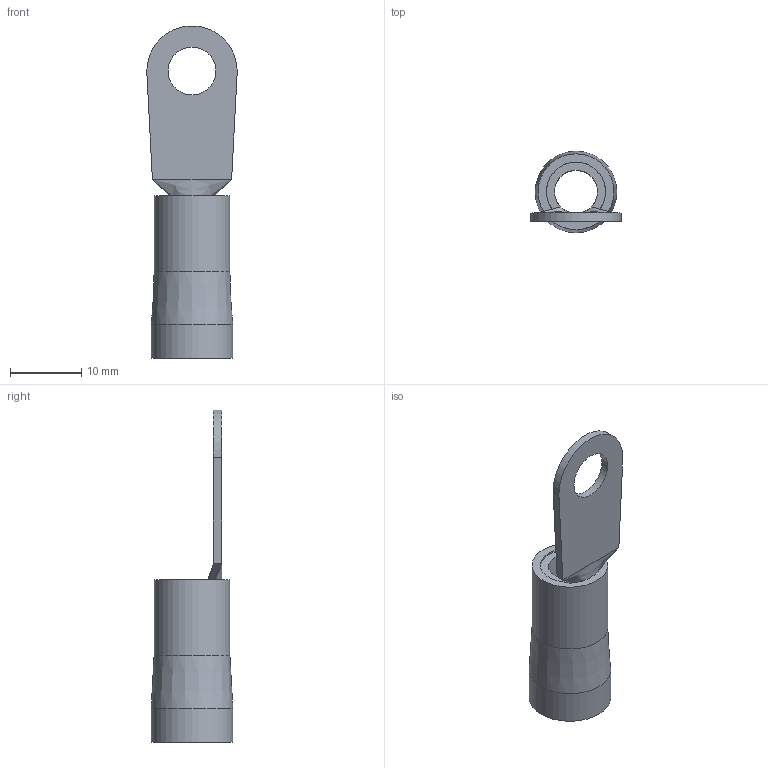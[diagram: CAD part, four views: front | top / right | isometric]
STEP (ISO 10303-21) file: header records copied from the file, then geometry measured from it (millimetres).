
FILE_DESCRIPTION(/* description */ ('Ring Terminal 13 - 15 AWG'),/* implementation_level */ '2;1');
FILE_NAME(/* name */ 'ELEC_Terminal_MNG14-6R-SK.ipt.step',/* time_stamp */ '2014-01-01T17:23:39-08:00',/* author */ ('Autodesk Inc.'),/* organization */ ('Autodesk Inc.'),/* preprocessor_version */ 'ST-DEVELOPER v15.2',/* originating_system */ 'Autodesk Inventor 2014',/* authorisation */ '');
FILE_SCHEMA (('AUTOMOTIVE_DESIGN { 1 0 10303 214 3 1 1 }'));
Length unit declared in the file: millimetre
Products named in the file (1): ELEC_Terminal_MNG14-6R-SK
Bounding box: 12.7 x 11.48 x 46.7 mm (x, y, z)
Volume: 1444.1 mm3; surface area: 1954.7 mm2
Topology: 1 solids, 1 shells, 21 faces, 48 edges, 30 vertices
Faces by surface type: plane 8, cylinder 7, bspline 4, cone 2
Full cylindrical faces by diameter (mm): 6.045 x1, 6.731 x1, 9.144 x1, 10.668 x1, 11.481 x1
Entity records: 704 total; most frequent: CARTESIAN_POINT 217, DIRECTION 90, ORIENTED_EDGE 80, EDGE_CURVE 40, AXIS2_PLACEMENT_3D 35, EDGE_LOOP 33, VERTEX_POINT 29, FACE_OUTER_BOUND 21
